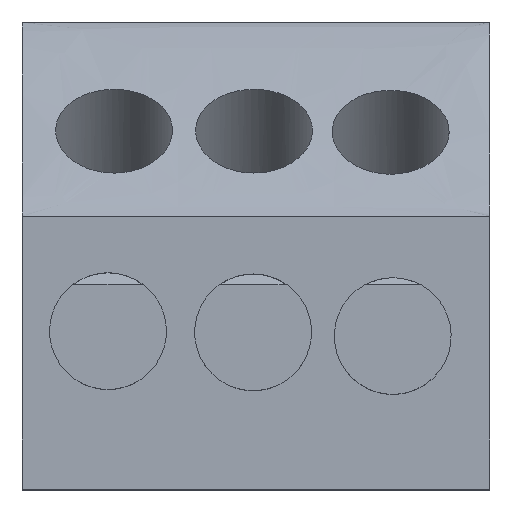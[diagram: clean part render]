
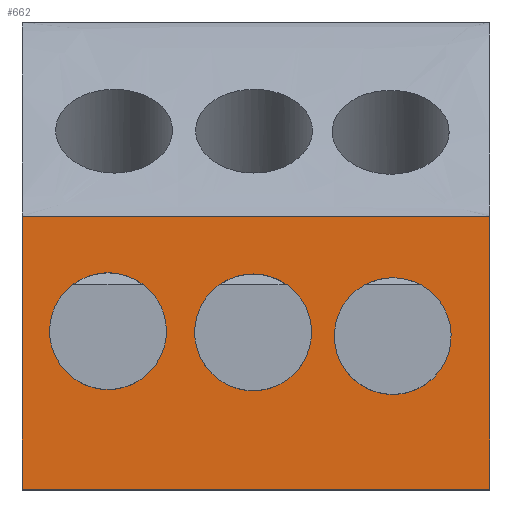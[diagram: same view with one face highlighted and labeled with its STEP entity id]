
A CAD part, top view. The second image highlights one B-rep face of the part: STEP entity #662.
In plain terms, the highlighted planar face has unit normal (0, 0, 1).
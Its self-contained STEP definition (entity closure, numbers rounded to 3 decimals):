
#30=FACE_BOUND('',#156,.T.);
#31=FACE_BOUND('',#157,.T.);
#32=FACE_BOUND('',#158,.T.);
#48=PLANE('',#751);
#73=B_SPLINE_CURVE_WITH_KNOTS('',3,(#1361,#1362,#1363,#1364),
 .UNSPECIFIED.,.F.,.F.,(4,4),(-12.,0.),.UNSPECIFIED.);
#112=FACE_OUTER_BOUND('',#155,.T.);
#155=EDGE_LOOP('',(#567,#568,#569,#570));
#156=EDGE_LOOP('',(#571,#572));
#157=EDGE_LOOP('',(#573,#574));
#158=EDGE_LOOP('',(#575,#576));
#198=LINE('',#1400,#239);
#203=LINE('',#1409,#244);
#205=LINE('',#1412,#246);
#239=VECTOR('',#898,1.);
#244=VECTOR('',#905,1.);
#246=VECTOR('',#909,1.);
#250=CIRCLE('',#702,1.5);
#254=CIRCLE('',#714,1.5);
#256=CIRCLE('',#723,1.5);
#259=CIRCLE('',#728,1.5);
#261=CIRCLE('',#737,1.5);
#264=CIRCLE('',#742,1.5);
#271=VERTEX_POINT('',#956);
#272=VERTEX_POINT('',#957);
#282=VERTEX_POINT('',#1002);
#283=VERTEX_POINT('',#1003);
#293=VERTEX_POINT('',#1063);
#294=VERTEX_POINT('',#1064);
#313=VERTEX_POINT('',#1337);
#314=VERTEX_POINT('',#1360);
#318=VERTEX_POINT('',#1399);
#321=VERTEX_POINT('',#1406);
#328=EDGE_CURVE('',#271,#272,#250,.T.);
#344=EDGE_CURVE('',#282,#283,#254,.T.);
#359=EDGE_CURVE('',#283,#282,#256,.T.);
#362=EDGE_CURVE('',#293,#294,#259,.T.);
#377=EDGE_CURVE('',#294,#293,#261,.T.);
#381=EDGE_CURVE('',#272,#271,#264,.T.);
#394=EDGE_CURVE('',#313,#314,#73,.T.);
#400=EDGE_CURVE('',#318,#314,#198,.T.);
#405=EDGE_CURVE('',#321,#318,#203,.T.);
#407=EDGE_CURVE('',#313,#321,#205,.T.);
#567=ORIENTED_EDGE('',*,*,#394,.F.);
#568=ORIENTED_EDGE('',*,*,#407,.T.);
#569=ORIENTED_EDGE('',*,*,#405,.T.);
#570=ORIENTED_EDGE('',*,*,#400,.T.);
#571=ORIENTED_EDGE('',*,*,#344,.T.);
#572=ORIENTED_EDGE('',*,*,#359,.T.);
#573=ORIENTED_EDGE('',*,*,#362,.T.);
#574=ORIENTED_EDGE('',*,*,#377,.T.);
#575=ORIENTED_EDGE('',*,*,#328,.T.);
#576=ORIENTED_EDGE('',*,*,#381,.T.);
#662=ADVANCED_FACE('',(#112,#30,#31,#32),#48,.T.);
#702=AXIS2_PLACEMENT_3D('',#958,#776,#777);
#714=AXIS2_PLACEMENT_3D('',#1004,#808,#809);
#723=AXIS2_PLACEMENT_3D('',#1057,#834,#835);
#728=AXIS2_PLACEMENT_3D('',#1065,#844,#845);
#737=AXIS2_PLACEMENT_3D('',#1116,#870,#871);
#742=AXIS2_PLACEMENT_3D('',#1136,#880,#881);
#751=AXIS2_PLACEMENT_3D('',#1414,#912,#913);
#776=DIRECTION('center_axis',(0.,0.,-1.));
#777=DIRECTION('ref_axis',(1.,0.,0.));
#808=DIRECTION('center_axis',(0.,0.,-1.));
#809=DIRECTION('ref_axis',(1.,0.,0.));
#834=DIRECTION('center_axis',(0.,0.,-1.));
#835=DIRECTION('ref_axis',(1.,0.,0.));
#844=DIRECTION('center_axis',(0.,0.,-1.));
#845=DIRECTION('ref_axis',(1.,0.,0.));
#870=DIRECTION('center_axis',(0.,0.,-1.));
#871=DIRECTION('ref_axis',(1.,0.,0.));
#880=DIRECTION('center_axis',(0.,0.,-1.));
#881=DIRECTION('ref_axis',(1.,0.,0.));
#898=DIRECTION('',(0.,1.,0.));
#905=DIRECTION('',(1.,0.,0.));
#909=DIRECTION('',(0.,-1.,0.));
#912=DIRECTION('center_axis',(0.,0.,1.));
#913=DIRECTION('ref_axis',(0.,1.,0.));
#956=CARTESIAN_POINT('',(6.994,2.937,12.85));
#957=CARTESIAN_POINT('',(5.527,2.937,12.85));
#958=CARTESIAN_POINT('Origin',(6.261,1.628,12.85));
#1002=CARTESIAN_POINT('',(-0.146,2.952,12.85));
#1003=CARTESIAN_POINT('',(-1.952,2.952,12.85));
#1004=CARTESIAN_POINT('Origin',(-1.049,1.755,12.85));
#1057=CARTESIAN_POINT('Origin',(-1.049,1.755,12.85));
#1063=CARTESIAN_POINT('',(3.549,2.943,12.85));
#1064=CARTESIAN_POINT('',(1.805,2.943,12.85));
#1065=CARTESIAN_POINT('Origin',(2.677,1.723,12.85));
#1116=CARTESIAN_POINT('Origin',(2.677,1.723,12.85));
#1136=CARTESIAN_POINT('Origin',(6.261,1.628,12.85));
#1337=CARTESIAN_POINT('',(-3.25,4.7,12.85));
#1360=CARTESIAN_POINT('',(8.75,4.7,12.85));
#1361=CARTESIAN_POINT('Ctrl Pts',(-3.25,4.7,12.85));
#1362=CARTESIAN_POINT('Ctrl Pts',(0.75,4.7,12.85));
#1363=CARTESIAN_POINT('Ctrl Pts',(4.75,4.7,12.85));
#1364=CARTESIAN_POINT('Ctrl Pts',(8.75,4.7,12.85));
#1399=CARTESIAN_POINT('',(8.75,-2.3,12.85));
#1400=CARTESIAN_POINT('',(8.75,-2.3,12.85));
#1406=CARTESIAN_POINT('',(-3.25,-2.3,12.85));
#1409=CARTESIAN_POINT('',(-3.25,-2.3,12.85));
#1412=CARTESIAN_POINT('',(-3.25,9.7,12.85));
#1414=CARTESIAN_POINT('Origin',(2.75,3.7,12.85));
